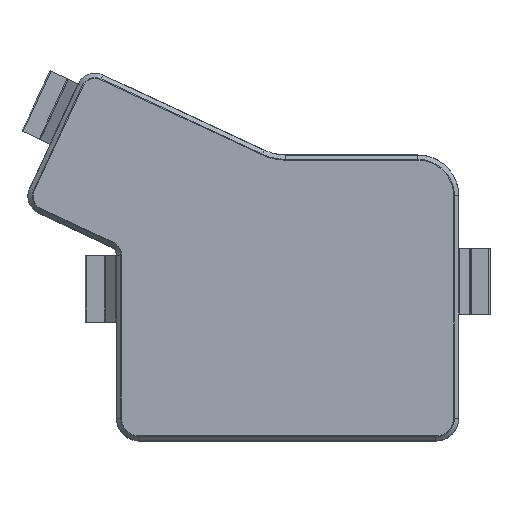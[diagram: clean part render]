
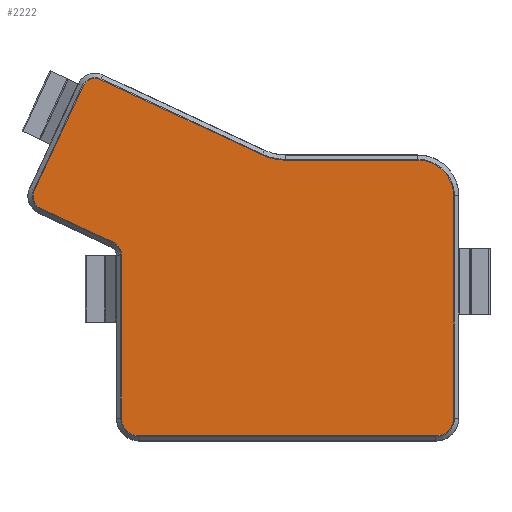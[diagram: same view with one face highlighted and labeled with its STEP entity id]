
A CAD part, top view. The second image highlights one B-rep face of the part: STEP entity #2222.
In plain terms, the highlighted planar face has unit normal (0, 0, 1).
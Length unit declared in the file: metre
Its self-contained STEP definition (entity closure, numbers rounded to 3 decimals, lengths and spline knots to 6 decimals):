
#80=CIRCLE('',#2409,0.006706);
#81=CIRCLE('',#2410,0.008024);
#82=CIRCLE('',#2411,0.008024);
#83=CIRCLE('',#2412,0.016115);
#84=CIRCLE('',#2413,0.025123);
#85=CIRCLE('',#2414,0.005999);
#86=CIRCLE('',#2415,0.005999);
#414=ORIENTED_EDGE('',*,*,#1039,.T.);
#415=ORIENTED_EDGE('',*,*,#1040,.T.);
#416=ORIENTED_EDGE('',*,*,#1041,.T.);
#417=ORIENTED_EDGE('',*,*,#1042,.T.);
#418=ORIENTED_EDGE('',*,*,#1043,.T.);
#419=ORIENTED_EDGE('',*,*,#1044,.T.);
#420=ORIENTED_EDGE('',*,*,#1045,.T.);
#421=ORIENTED_EDGE('',*,*,#1046,.T.);
#422=ORIENTED_EDGE('',*,*,#1047,.T.);
#423=ORIENTED_EDGE('',*,*,#1048,.T.);
#424=ORIENTED_EDGE('',*,*,#1049,.T.);
#425=ORIENTED_EDGE('',*,*,#1050,.T.);
#426=ORIENTED_EDGE('',*,*,#1051,.T.);
#427=ORIENTED_EDGE('',*,*,#1052,.T.);
#1039=EDGE_CURVE('',#1349,#1350,#1551,.F.);
#1040=EDGE_CURVE('',#1350,#1351,#80,.F.);
#1041=EDGE_CURVE('',#1351,#1352,#1552,.F.);
#1042=EDGE_CURVE('',#1352,#1353,#81,.T.);
#1043=EDGE_CURVE('',#1353,#1354,#1553,.F.);
#1044=EDGE_CURVE('',#1354,#1355,#82,.T.);
#1045=EDGE_CURVE('',#1355,#1356,#1554,.F.);
#1046=EDGE_CURVE('',#1356,#1357,#83,.T.);
#1047=EDGE_CURVE('',#1357,#1358,#1555,.F.);
#1048=EDGE_CURVE('',#1358,#1359,#84,.F.);
#1049=EDGE_CURVE('',#1359,#1360,#1556,.F.);
#1050=EDGE_CURVE('',#1360,#1361,#85,.T.);
#1051=EDGE_CURVE('',#1361,#1362,#1557,.F.);
#1052=EDGE_CURVE('',#1362,#1349,#86,.T.);
#1349=VERTEX_POINT('',#3603);
#1350=VERTEX_POINT('',#3604);
#1351=VERTEX_POINT('',#3606);
#1352=VERTEX_POINT('',#3608);
#1353=VERTEX_POINT('',#3610);
#1354=VERTEX_POINT('',#3612);
#1355=VERTEX_POINT('',#3614);
#1356=VERTEX_POINT('',#3616);
#1357=VERTEX_POINT('',#3618);
#1358=VERTEX_POINT('',#3620);
#1359=VERTEX_POINT('',#3622);
#1360=VERTEX_POINT('',#3624);
#1361=VERTEX_POINT('',#3626);
#1362=VERTEX_POINT('',#3628);
#1551=LINE('',#3602,#1745);
#1552=LINE('',#3607,#1746);
#1553=LINE('',#3611,#1747);
#1554=LINE('',#3615,#1748);
#1555=LINE('',#3619,#1749);
#1556=LINE('',#3623,#1750);
#1557=LINE('',#3627,#1751);
#1745=VECTOR('',#2833,1.);
#1746=VECTOR('',#2836,1.);
#1747=VECTOR('',#2839,1.);
#1748=VECTOR('',#2842,1.);
#1749=VECTOR('',#2845,1.);
#1750=VECTOR('',#2848,1.);
#1751=VECTOR('',#2851,1.);
#1894=EDGE_LOOP('',(#414,#415,#416,#417,#418,#419,#420,#421,#422,#423,#424,
#425,#426,#427));
#2033=FACE_BOUND('',#1894,.T.);
#2157=PLANE('',#2408);
#2222=ADVANCED_FACE('',(#2033),#2157,.T.);
#2408=AXIS2_PLACEMENT_3D('',#3601,#2831,#2832);
#2409=AXIS2_PLACEMENT_3D('',#3605,#2834,#2835);
#2410=AXIS2_PLACEMENT_3D('',#3609,#2837,#2838);
#2411=AXIS2_PLACEMENT_3D('',#3613,#2840,#2841);
#2412=AXIS2_PLACEMENT_3D('',#3617,#2843,#2844);
#2413=AXIS2_PLACEMENT_3D('',#3621,#2846,#2847);
#2414=AXIS2_PLACEMENT_3D('',#3625,#2849,#2850);
#2415=AXIS2_PLACEMENT_3D('',#3629,#2852,#2853);
#2831=DIRECTION('',(0.,0.,1.));
#2832=DIRECTION('',(1.,0.,0.));
#2833=DIRECTION('',(-0.906,0.423,0.));
#2834=DIRECTION('',(0.,0.,1.));
#2835=DIRECTION('',(1.,0.,0.));
#2836=DIRECTION('',(0.,1.,0.));
#2837=DIRECTION('',(0.,0.,1.));
#2838=DIRECTION('',(1.,0.,0.));
#2839=DIRECTION('',(-1.,0.,0.));
#2840=DIRECTION('',(0.,0.,1.));
#2841=DIRECTION('',(1.,0.,0.));
#2842=DIRECTION('',(0.,-1.,0.));
#2843=DIRECTION('',(0.,0.,1.));
#2844=DIRECTION('',(1.,0.,0.));
#2845=DIRECTION('',(1.,0.,0.));
#2846=DIRECTION('',(0.,0.,1.));
#2847=DIRECTION('',(1.,0.,0.));
#2848=DIRECTION('',(0.906,-0.423,0.));
#2849=DIRECTION('',(0.,0.,1.));
#2850=DIRECTION('',(1.,0.,0.));
#2851=DIRECTION('',(0.423,0.906,0.));
#2852=DIRECTION('',(0.,0.,1.));
#2853=DIRECTION('',(1.,0.,0.));
#3601=CARTESIAN_POINT('',(0.099259,0.085109,0.0355));
#3602=CARTESIAN_POINT('',(0.091364,0.068177,0.0355));
#3603=CARTESIAN_POINT('',(0.007854,0.107119,0.0355));
#3604=CARTESIAN_POINT('',(0.040026,0.092117,0.0355));
#3605=CARTESIAN_POINT('',(0.037624,0.085856,0.0355));
#3606=CARTESIAN_POINT('',(0.04433,0.085857,0.0355));
#3607=CARTESIAN_POINT('',(0.04433,0.085095,0.0355));
#3608=CARTESIAN_POINT('',(0.044349,0.012509,0.0355));
#3609=CARTESIAN_POINT('',(0.052373,0.012509,0.0355));
#3610=CARTESIAN_POINT('',(0.052373,0.004484,0.0355));
#3611=CARTESIAN_POINT('',(0.099259,0.004484,0.0355));
#3612=CARTESIAN_POINT('',(0.186104,0.004484,0.0355));
#3613=CARTESIAN_POINT('',(0.186104,0.012509,0.0355));
#3614=CARTESIAN_POINT('',(0.194128,0.012509,0.0355));
#3615=CARTESIAN_POINT('',(0.194128,0.085109,0.0355));
#3616=CARTESIAN_POINT('',(0.194128,0.112729,0.0355));
#3617=CARTESIAN_POINT('',(0.178014,0.112729,0.0355));
#3618=CARTESIAN_POINT('',(0.178014,0.128843,0.0355));
#3619=CARTESIAN_POINT('',(0.099259,0.128843,0.0355));
#3620=CARTESIAN_POINT('',(0.1184,0.128843,0.0355));
#3621=CARTESIAN_POINT('',(0.1184,0.153966,0.0355));
#3622=CARTESIAN_POINT('',(0.107783,0.131197,0.0355));
#3623=CARTESIAN_POINT('',(0.118434,0.12623,0.0355));
#3624=CARTESIAN_POINT('',(0.034925,0.165172,0.0355));
#3625=CARTESIAN_POINT('',(0.032389,0.159735,0.0355));
#3626=CARTESIAN_POINT('',(0.026952,0.16227,0.0355));
#3627=CARTESIAN_POINT('',(0.010312,0.126586,0.0355));
#3628=CARTESIAN_POINT('',(0.004952,0.115091,0.0355));
#3629=CARTESIAN_POINT('',(0.01039,0.112556,0.0355));
